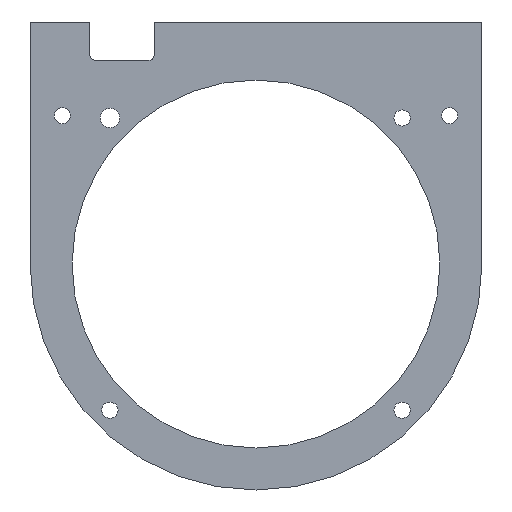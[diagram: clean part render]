
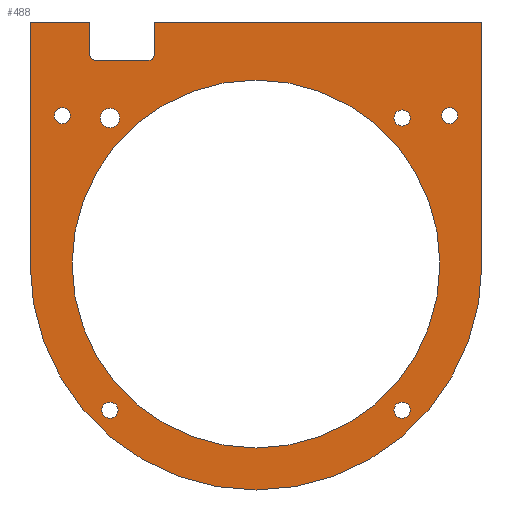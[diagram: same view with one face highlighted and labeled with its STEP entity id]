
A CAD part, front view. The second image highlights one B-rep face of the part: STEP entity #488.
In plain terms, the highlighted planar face has unit normal (0, -1, 0).
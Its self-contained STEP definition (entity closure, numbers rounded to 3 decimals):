
#1=CARTESIAN_POINT('',(-45.255,0.,-45.255));
#2=DIRECTION('',(0.,-1.,0.));
#3=DIRECTION('',(1.,0.,0.));
#4=AXIS2_PLACEMENT_3D('',#1,#2,#3);
#6=CARTESIAN_POINT('',(-45.255,0.,-45.255));
#7=DIRECTION('',(0.,-1.,0.));
#8=DIRECTION('',(-1.,0.,0.));
#9=AXIS2_PLACEMENT_3D('',#6,#7,#8);
#11=CARTESIAN_POINT('',(45.255,0.,45.255));
#12=DIRECTION('',(0.,-1.,0.));
#13=DIRECTION('',(1.,0.,0.));
#14=AXIS2_PLACEMENT_3D('',#11,#12,#13);
#16=CARTESIAN_POINT('',(45.255,0.,45.255));
#17=DIRECTION('',(0.,-1.,0.));
#18=DIRECTION('',(-1.,0.,0.));
#19=AXIS2_PLACEMENT_3D('',#16,#17,#18);
#21=CARTESIAN_POINT('',(45.255,0.,-45.255));
#22=DIRECTION('',(0.,-1.,0.));
#23=DIRECTION('',(1.,0.,0.));
#24=AXIS2_PLACEMENT_3D('',#21,#22,#23);
#26=CARTESIAN_POINT('',(45.255,0.,-45.255));
#27=DIRECTION('',(0.,-1.,0.));
#28=DIRECTION('',(-1.,0.,0.));
#29=AXIS2_PLACEMENT_3D('',#26,#27,#28);
#31=CARTESIAN_POINT('',(0.,0.,0.));
#32=DIRECTION('',(0.,-1.,0.));
#33=DIRECTION('',(1.,0.,0.));
#34=AXIS2_PLACEMENT_3D('',#31,#32,#33);
#36=CARTESIAN_POINT('',(0.,0.,0.));
#37=DIRECTION('',(0.,-1.,0.));
#38=DIRECTION('',(-1.,0.,0.));
#39=AXIS2_PLACEMENT_3D('',#36,#37,#38);
#41=CARTESIAN_POINT('',(-60.,0.,46.));
#42=DIRECTION('',(0.,1.,0.));
#43=DIRECTION('',(1.,0.,0.));
#44=AXIS2_PLACEMENT_3D('',#41,#42,#43);
#46=CARTESIAN_POINT('',(-60.,0.,46.));
#47=DIRECTION('',(0.,1.,0.));
#48=DIRECTION('',(-1.,0.,0.));
#49=AXIS2_PLACEMENT_3D('',#46,#47,#48);
#51=CARTESIAN_POINT('',(60.,0.,46.));
#52=DIRECTION('',(0.,1.,0.));
#53=DIRECTION('',(1.,0.,0.));
#54=AXIS2_PLACEMENT_3D('',#51,#52,#53);
#56=CARTESIAN_POINT('',(60.,0.,46.));
#57=DIRECTION('',(0.,1.,0.));
#58=DIRECTION('',(-1.,0.,0.));
#59=AXIS2_PLACEMENT_3D('',#56,#57,#58);
#61=DIRECTION('',(-1.,0.,0.));
#62=VECTOR('',#61,16.);
#63=CARTESIAN_POINT('',(-33.5,0.,63.));
#64=LINE('',#63,#62);
#65=DIRECTION('',(0.,0.,-1.));
#66=VECTOR('',#65,10.);
#67=CARTESIAN_POINT('',(-31.5,0.,75.));
#68=LINE('',#67,#66);
#69=DIRECTION('',(1.,0.,0.));
#70=VECTOR('',#69,101.5);
#71=CARTESIAN_POINT('',(-31.5,0.,75.));
#72=LINE('',#71,#70);
#73=CARTESIAN_POINT('',(0.,0.,0.));
#74=DIRECTION('',(0.,1.,0.));
#75=DIRECTION('',(1.,0.,0.));
#76=AXIS2_PLACEMENT_3D('',#73,#74,#75);
#78=DIRECTION('',(1.,0.,0.));
#79=VECTOR('',#78,18.5);
#80=CARTESIAN_POINT('',(-70.,0.,75.));
#81=LINE('',#80,#79);
#82=DIRECTION('',(0.,0.,-1.));
#83=VECTOR('',#82,10.);
#84=CARTESIAN_POINT('',(-51.5,0.,75.));
#85=LINE('',#84,#83);
#86=CARTESIAN_POINT('',(-45.255,0.,45.255));
#87=DIRECTION('',(0.,1.,0.));
#88=DIRECTION('',(1.,0.,0.));
#89=AXIS2_PLACEMENT_3D('',#86,#87,#88);
#91=CARTESIAN_POINT('',(-45.255,0.,45.255));
#92=DIRECTION('',(0.,1.,0.));
#93=DIRECTION('',(-1.,0.,0.));
#94=AXIS2_PLACEMENT_3D('',#91,#92,#93);
#248=CARTESIAN_POINT('',(-33.5,0.,65.));
#249=DIRECTION('',(0.,1.,0.));
#250=DIRECTION('',(1.,0.,0.));
#251=AXIS2_PLACEMENT_3D('',#248,#249,#250);
#266=CARTESIAN_POINT('',(-49.5,0.,65.));
#267=DIRECTION('',(0.,1.,0.));
#268=DIRECTION('',(0.,0.,-1.));
#269=AXIS2_PLACEMENT_3D('',#266,#267,#268);
#291=DIRECTION('',(0.,0.,-1.));
#292=VECTOR('',#291,75.);
#293=CARTESIAN_POINT('',(-70.,0.,75.));
#294=LINE('',#293,#292);
#303=DIRECTION('',(0.,0.,1.));
#304=VECTOR('',#303,75.);
#305=CARTESIAN_POINT('',(70.,0.,0.));
#306=LINE('',#305,#304);
#323=CARTESIAN_POINT('',(-42.755,0.,-45.255));
#324=CARTESIAN_POINT('',(-47.755,0.,-45.255));
#325=VERTEX_POINT('',#323);
#326=VERTEX_POINT('',#324);
#327=CARTESIAN_POINT('',(47.755,0.,45.255));
#328=CARTESIAN_POINT('',(42.755,0.,45.255));
#329=VERTEX_POINT('',#327);
#330=VERTEX_POINT('',#328);
#331=CARTESIAN_POINT('',(47.755,0.,-45.255));
#332=CARTESIAN_POINT('',(42.755,0.,-45.255));
#333=VERTEX_POINT('',#331);
#334=VERTEX_POINT('',#332);
#335=CARTESIAN_POINT('',(70.,0.,0.));
#336=CARTESIAN_POINT('',(-70.,0.,0.));
#337=VERTEX_POINT('',#335);
#338=VERTEX_POINT('',#336);
#355=CARTESIAN_POINT('',(57.,0.,0.));
#356=CARTESIAN_POINT('',(-57.,0.,0.));
#357=VERTEX_POINT('',#355);
#358=VERTEX_POINT('',#356);
#364=CARTESIAN_POINT('',(-70.,0.,75.));
#366=VERTEX_POINT('',#364);
#368=CARTESIAN_POINT('',(70.,0.,75.));
#370=VERTEX_POINT('',#368);
#371=CARTESIAN_POINT('',(-57.5,0.,46.));
#372=CARTESIAN_POINT('',(-62.5,0.,46.));
#373=VERTEX_POINT('',#371);
#374=VERTEX_POINT('',#372);
#375=CARTESIAN_POINT('',(62.5,0.,46.));
#376=CARTESIAN_POINT('',(57.5,0.,46.));
#377=VERTEX_POINT('',#375);
#378=VERTEX_POINT('',#376);
#391=CARTESIAN_POINT('',(-51.5,0.,75.));
#392=VERTEX_POINT('',#391);
#393=CARTESIAN_POINT('',(-31.5,0.,75.));
#394=VERTEX_POINT('',#393);
#396=CARTESIAN_POINT('',(-51.5,0.,65.));
#398=VERTEX_POINT('',#396);
#400=CARTESIAN_POINT('',(-49.5,0.,63.));
#402=VERTEX_POINT('',#400);
#404=CARTESIAN_POINT('',(-33.5,0.,63.));
#406=VERTEX_POINT('',#404);
#408=CARTESIAN_POINT('',(-31.5,0.,65.));
#410=VERTEX_POINT('',#408);
#411=CARTESIAN_POINT('',(-42.255,0.,45.255));
#412=CARTESIAN_POINT('',(-48.255,0.,45.255));
#413=VERTEX_POINT('',#411);
#414=VERTEX_POINT('',#412);
#419=CARTESIAN_POINT('',(0.,0.,0.));
#420=DIRECTION('',(0.,1.,0.));
#421=DIRECTION('',(1.,0.,0.));
#422=AXIS2_PLACEMENT_3D('',#419,#420,#421);
#423=PLANE('',#422);
#425=ORIENTED_EDGE('',*,*,#424,.F.);
#427=ORIENTED_EDGE('',*,*,#426,.F.);
#429=ORIENTED_EDGE('',*,*,#428,.F.);
#431=ORIENTED_EDGE('',*,*,#430,.T.);
#433=ORIENTED_EDGE('',*,*,#432,.F.);
#435=ORIENTED_EDGE('',*,*,#434,.T.);
#437=ORIENTED_EDGE('',*,*,#436,.F.);
#439=ORIENTED_EDGE('',*,*,#438,.T.);
#441=ORIENTED_EDGE('',*,*,#440,.T.);
#443=ORIENTED_EDGE('',*,*,#442,.F.);
#444=EDGE_LOOP('',(#425,#427,#429,#431,#433,#435,#437,#439,#441,#443));
#445=FACE_OUTER_BOUND('',#444,.F.);
#447=ORIENTED_EDGE('',*,*,#446,.T.);
#449=ORIENTED_EDGE('',*,*,#448,.T.);
#450=EDGE_LOOP('',(#447,#449));
#451=FACE_BOUND('',#450,.F.);
#453=ORIENTED_EDGE('',*,*,#452,.T.);
#455=ORIENTED_EDGE('',*,*,#454,.T.);
#456=EDGE_LOOP('',(#453,#455));
#457=FACE_BOUND('',#456,.F.);
#459=ORIENTED_EDGE('',*,*,#458,.T.);
#461=ORIENTED_EDGE('',*,*,#460,.T.);
#462=EDGE_LOOP('',(#459,#461));
#463=FACE_BOUND('',#462,.F.);
#465=ORIENTED_EDGE('',*,*,#464,.F.);
#467=ORIENTED_EDGE('',*,*,#466,.F.);
#468=EDGE_LOOP('',(#465,#467));
#469=FACE_BOUND('',#468,.F.);
#471=ORIENTED_EDGE('',*,*,#470,.F.);
#473=ORIENTED_EDGE('',*,*,#472,.F.);
#474=EDGE_LOOP('',(#471,#473));
#475=FACE_BOUND('',#474,.F.);
#477=ORIENTED_EDGE('',*,*,#476,.T.);
#479=ORIENTED_EDGE('',*,*,#478,.T.);
#480=EDGE_LOOP('',(#477,#479));
#481=FACE_BOUND('',#480,.F.);
#483=ORIENTED_EDGE('',*,*,#482,.F.);
#485=ORIENTED_EDGE('',*,*,#484,.F.);
#486=EDGE_LOOP('',(#483,#485));
#487=FACE_BOUND('',#486,.F.);
#488=ADVANCED_FACE('',(#445,#451,#457,#463,#469,#475,#481,#487),#423,.F.);
#5=CIRCLE('',#4,2.5);
#10=CIRCLE('',#9,2.5);
#15=CIRCLE('',#14,2.5);
#20=CIRCLE('',#19,2.5);
#25=CIRCLE('',#24,2.5);
#30=CIRCLE('',#29,2.5);
#35=CIRCLE('',#34,57.);
#40=CIRCLE('',#39,57.);
#45=CIRCLE('',#44,2.5);
#50=CIRCLE('',#49,2.5);
#55=CIRCLE('',#54,2.5);
#60=CIRCLE('',#59,2.5);
#77=CIRCLE('',#76,70.);
#90=CIRCLE('',#89,3.);
#95=CIRCLE('',#94,3.);
#252=CIRCLE('',#251,2.);
#270=CIRCLE('',#269,2.);
#424=EDGE_CURVE('',#406,#402,#64,.T.);
#426=EDGE_CURVE('',#410,#406,#252,.T.);
#428=EDGE_CURVE('',#394,#410,#68,.T.);
#430=EDGE_CURVE('',#394,#370,#72,.T.);
#432=EDGE_CURVE('',#337,#370,#306,.T.);
#434=EDGE_CURVE('',#337,#338,#77,.T.);
#436=EDGE_CURVE('',#366,#338,#294,.T.);
#438=EDGE_CURVE('',#366,#392,#81,.T.);
#440=EDGE_CURVE('',#392,#398,#85,.T.);
#442=EDGE_CURVE('',#402,#398,#270,.T.);
#446=EDGE_CURVE('',#329,#330,#15,.T.);
#448=EDGE_CURVE('',#330,#329,#20,.T.);
#452=EDGE_CURVE('',#333,#334,#25,.T.);
#454=EDGE_CURVE('',#334,#333,#30,.T.);
#458=EDGE_CURVE('',#357,#358,#35,.T.);
#460=EDGE_CURVE('',#358,#357,#40,.T.);
#464=EDGE_CURVE('',#373,#374,#45,.T.);
#466=EDGE_CURVE('',#374,#373,#50,.T.);
#470=EDGE_CURVE('',#377,#378,#55,.T.);
#472=EDGE_CURVE('',#378,#377,#60,.T.);
#476=EDGE_CURVE('',#325,#326,#5,.T.);
#478=EDGE_CURVE('',#326,#325,#10,.T.);
#482=EDGE_CURVE('',#413,#414,#90,.T.);
#484=EDGE_CURVE('',#414,#413,#95,.T.);
